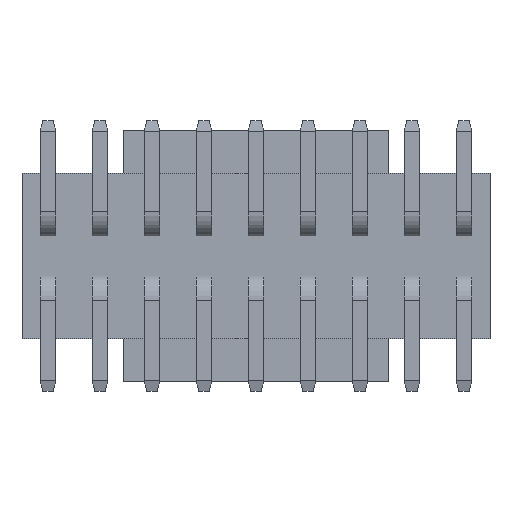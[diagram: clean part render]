
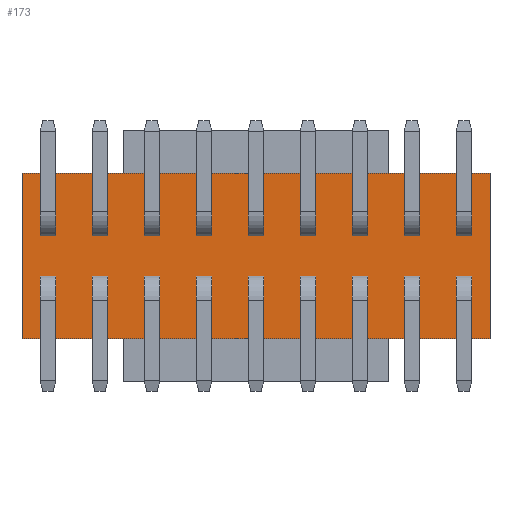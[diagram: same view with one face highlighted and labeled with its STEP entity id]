
A CAD part, front view. The second image highlights one B-rep face of the part: STEP entity #173.
In plain terms, the highlighted planar face has unit normal (0, -1, 0).
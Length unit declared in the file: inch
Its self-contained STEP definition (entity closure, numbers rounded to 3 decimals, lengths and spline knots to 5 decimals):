
#173 = ADVANCED_FACE( '', ( #616 ), #617, .F. );
#616 = FACE_OUTER_BOUND( '', #1494, .T. );
#617 = PLANE( '', #1495 );
#1494 = EDGE_LOOP( '', ( #2391, #2392, #2393, #2394 ) );
#1495 = AXIS2_PLACEMENT_3D( '', #2395, #2396, #2397 );
#2391 = ORIENTED_EDGE( '', *, *, #6004, .T. );
#2392 = ORIENTED_EDGE( '', *, *, #6005, .F. );
#2393 = ORIENTED_EDGE( '', *, *, #6006, .F. );
#2394 = ORIENTED_EDGE( '', *, *, #6001, .T. );
#2395 = CARTESIAN_POINT( '', ( 0.17717, 0., 0.0625 ) );
#2396 = DIRECTION( '', ( 0., 1., 0. ) );
#2397 = DIRECTION( '', ( 0., 0., 1. ) );
#6001 = EDGE_CURVE( '', #7169, #7167, #7170, .T. );
#6004 = EDGE_CURVE( '', #7167, #7174, #7175, .T. );
#6005 = EDGE_CURVE( '', #7176, #7174, #7177, .T. );
#6006 = EDGE_CURVE( '', #7169, #7176, #7178, .T. );
#7167 = VERTEX_POINT( '', #9059 );
#7169 = VERTEX_POINT( '', #9062 );
#7170 = LINE( '', #9063, #9064 );
#7174 = VERTEX_POINT( '', #9070 );
#7175 = LINE( '', #9071, #9072 );
#7176 = VERTEX_POINT( '', #9073 );
#7177 = LINE( '', #9074, #9075 );
#7178 = LINE( '', #9076, #9077 );
#9059 = CARTESIAN_POINT( '', ( -0.17717, 0., 0.0625 ) );
#9062 = CARTESIAN_POINT( '', ( 0.17717, 0., 0.0625 ) );
#9063 = CARTESIAN_POINT( '', ( 0.17717, 0., 0.0625 ) );
#9064 = VECTOR( '', #12033, 39.37008 );
#9070 = CARTESIAN_POINT( '', ( -0.17717, 0., -0.0625 ) );
#9071 = CARTESIAN_POINT( '', ( -0.17717, 0., 0.0625 ) );
#9072 = VECTOR( '', #12036, 39.37008 );
#9073 = CARTESIAN_POINT( '', ( 0.17717, 0., -0.0625 ) );
#9074 = CARTESIAN_POINT( '', ( 0.17717, 0., -0.0625 ) );
#9075 = VECTOR( '', #12037, 39.37008 );
#9076 = CARTESIAN_POINT( '', ( 0.17717, 0., 0.0625 ) );
#9077 = VECTOR( '', #12038, 39.37008 );
#12033 = DIRECTION( '', ( -1., 0., 0. ) );
#12036 = DIRECTION( '', ( 0., 0., -1. ) );
#12037 = DIRECTION( '', ( -1., 0., 0. ) );
#12038 = DIRECTION( '', ( 0., 0., -1. ) );
